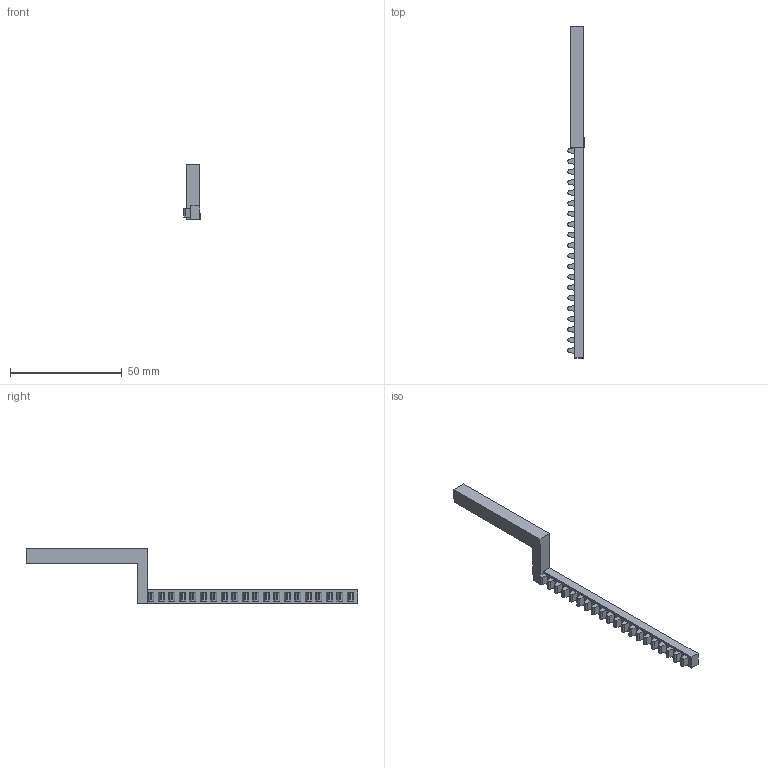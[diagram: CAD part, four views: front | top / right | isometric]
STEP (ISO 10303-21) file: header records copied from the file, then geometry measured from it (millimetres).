
FILE_DESCRIPTION(/* description */ (''),/* implementation_level */ '2;1');
FILE_NAME(/* name */ 'Rack_Longer_Higher.step',/* time_stamp */ '2024-05-19T20:28:22+02:00',/* author */ (''),/* organization */ (''),/* preprocessor_version */ 'ST-DEVELOPER v20',/* originating_system */ 'Autodesk Translation Framework v13.14.0.145',/* authorisation */ '');
FILE_SCHEMA (('AUTOMOTIVE_DESIGN { 1 0 10303 214 3 1 1 }'));
Length unit declared in the file: millimetre
Products named in the file (1): Rack
Bounding box: 7.2 x 148.78 x 25 mm (x, y, z)
Volume: 5537.9 mm3; surface area: 4384.6 mm2
Topology: 1 solids, 1 shells, 153 faces, 391 edges, 260 vertices
Faces by surface type: plane 113, cylinder 40
Entity records: 4642 total; most frequent: CARTESIAN_POINT 805, ORIENTED_EDGE 782, DIRECTION 779, EDGE_CURVE 391, LINE 311, VECTOR 311, VERTEX_POINT 260, AXIS2_PLACEMENT_3D 234
